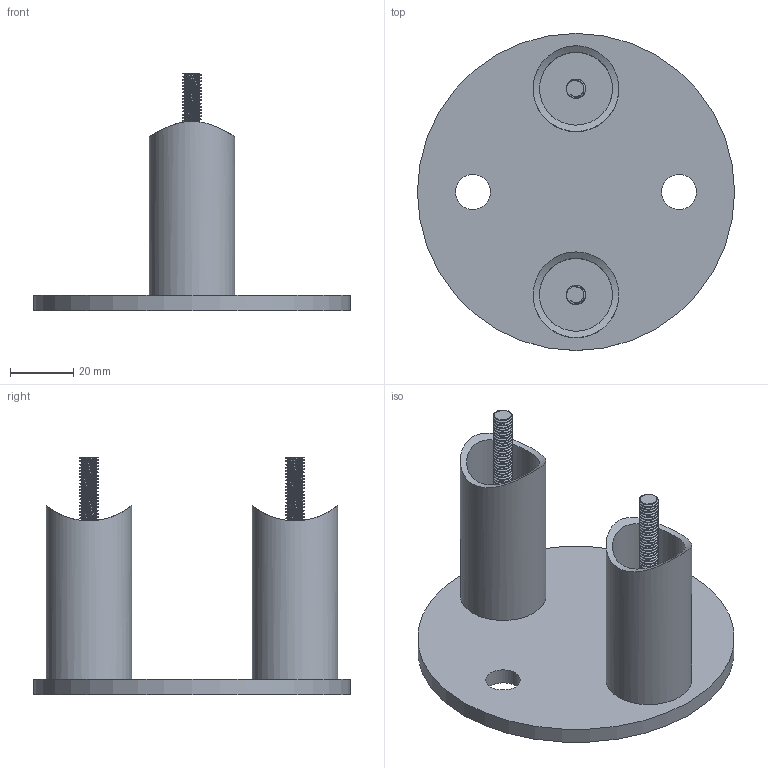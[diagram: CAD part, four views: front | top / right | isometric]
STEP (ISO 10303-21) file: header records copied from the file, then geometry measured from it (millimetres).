
FILE_DESCRIPTION(/* description */ (''),/* implementation_level */ '2;1');
FILE_NAME(/* name */ 'Wandanker_X232.stp',/* time_stamp */ '2017-07-09T18:09:22+02:00',/* author */ (''),/* organization */ (''),/* preprocessor_version */ 'ST-DEVELOPER v16',/* originating_system */ 'SIEMENS PLM Software NX 11.0',/* authorisation */ '');
FILE_SCHEMA (('AUTOMOTIVE_DESIGN { 1 0 10303 214 3 1 1 1 }'));
Products named in the file (1): Goge27002CBEtxnh
Bounding box: 100 x 100 x 75 mm (x, y, z)
Volume: 58598.2 mm3; surface area: 38231.1 mm2
Topology: 3 solids, 3 shells, 45 faces, 97 edges, 67 vertices
Faces by surface type: plane 24, cylinder 17, bspline 4
Full cylindrical faces by diameter (mm): 8 x2, 9 x2, 11 x2, 23 x2, 27 x2, 100 x1
Entity records: 38202 total; most frequent: CARTESIAN_POINT 37230, DIRECTION 174, ORIENTED_EDGE 164, EDGE_CURVE 82, EDGE_LOOP 72, AXIS2_PLACEMENT_3D 69, VERTEX_POINT 62, FACE_BOUND 48
